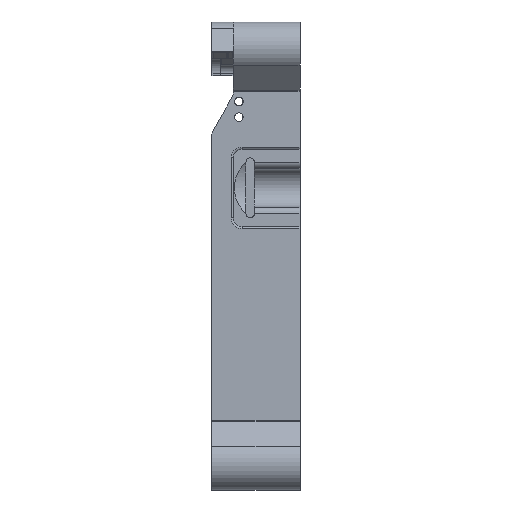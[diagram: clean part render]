
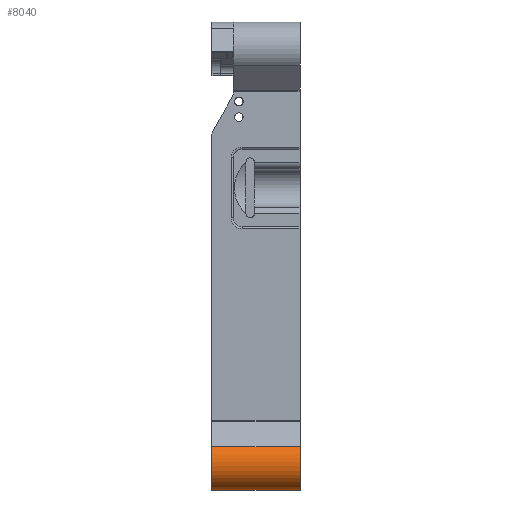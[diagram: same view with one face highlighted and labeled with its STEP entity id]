
A CAD part, left-side view. The second image highlights one B-rep face of the part: STEP entity #8040.
In plain terms, the highlighted cylindrical face has radius 6 mm (diameter 12 mm), a partial arc.
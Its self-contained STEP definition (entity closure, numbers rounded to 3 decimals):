
#817 = ORIENTED_EDGE ( 'NONE', *, *, #5891, .T. ) ;
#835 = AXIS2_PLACEMENT_3D ( 'NONE', #5997, #5209, #9815 ) ;
#1087 = CIRCLE ( 'NONE', #835, 6. ) ;
#1137 = ORIENTED_EDGE ( 'NONE', *, *, #9104, .T. ) ;
#1287 = EDGE_CURVE ( 'NONE', #1675, #1857, #1087, .T. ) ;
#1292 = EDGE_LOOP ( 'NONE', ( #817, #1137, #5961, #6672 ) ) ;
#1338 = DIRECTION ( 'NONE',  ( 0., -1., 0. ) ) ;
#1675 = VERTEX_POINT ( 'NONE', #2803 ) ;
#1857 = VERTEX_POINT ( 'NONE', #3304 ) ;
#1943 = EDGE_CURVE ( 'NONE', #4865, #1857, #6883, .T. ) ;
#2346 = AXIS2_PLACEMENT_3D ( 'NONE', #8266, #3635, #9060 ) ;
#2803 = CARTESIAN_POINT ( 'NONE',  ( -48.5, 0., -67. ) ) ;
#3304 = CARTESIAN_POINT ( 'NONE',  ( -52.933, 0., -56.957 ) ) ;
#3408 = CIRCLE ( 'NONE', #2346, 6. ) ;
#3538 = DIRECTION ( 'NONE',  ( 0., 0., -1. ) ) ;
#3635 = DIRECTION ( 'NONE',  ( 0., -1., 0. ) ) ;
#3643 = CARTESIAN_POINT ( 'NONE',  ( -48.5, 38.127, -67. ) ) ;
#4461 = LINE ( 'NONE', #3643, #4491 ) ;
#4491 = VECTOR ( 'NONE', #1338, 1000. ) ;
#4865 = VERTEX_POINT ( 'NONE', #6761 ) ;
#4987 = CARTESIAN_POINT ( 'NONE',  ( -52.933, 38.127, -56.957 ) ) ;
#5209 = DIRECTION ( 'NONE',  ( 0., 1., 0. ) ) ;
#5449 = CARTESIAN_POINT ( 'NONE',  ( -48.5, 20.5, -67. ) ) ;
#5567 = AXIS2_PLACEMENT_3D ( 'NONE', #8952, #9692, #3538 ) ;
#5891 = EDGE_CURVE ( 'NONE', #4865, #9297, #3408, .T. ) ;
#5961 = ORIENTED_EDGE ( 'NONE', *, *, #1287, .T. ) ;
#5997 = CARTESIAN_POINT ( 'NONE',  ( -48.5, 0., -61. ) ) ;
#6672 = ORIENTED_EDGE ( 'NONE', *, *, #1943, .F. ) ;
#6761 = CARTESIAN_POINT ( 'NONE',  ( -52.933, 20.5, -56.957 ) ) ;
#6880 = VECTOR ( 'NONE', #7318, 1000. ) ;
#6883 = LINE ( 'NONE', #4987, #6880 ) ;
#7318 = DIRECTION ( 'NONE',  ( 0., -1., 0. ) ) ;
#8040 = ADVANCED_FACE ( 'NONE', ( #8404 ), #8353, .T. ) ;
#8266 = CARTESIAN_POINT ( 'NONE',  ( -48.5, 20.5, -61. ) ) ;
#8353 = CYLINDRICAL_SURFACE ( 'NONE', #5567, 6. ) ;
#8404 = FACE_OUTER_BOUND ( 'NONE', #1292, .T. ) ;
#8952 = CARTESIAN_POINT ( 'NONE',  ( -48.5, 38.127, -61. ) ) ;
#9060 = DIRECTION ( 'NONE',  ( 0., 0., -1. ) ) ;
#9104 = EDGE_CURVE ( 'NONE', #9297, #1675, #4461, .T. ) ;
#9297 = VERTEX_POINT ( 'NONE', #5449 ) ;
#9692 = DIRECTION ( 'NONE',  ( 0., -1., 0. ) ) ;
#9815 = DIRECTION ( 'NONE',  ( 0., 0., 1. ) ) ;
